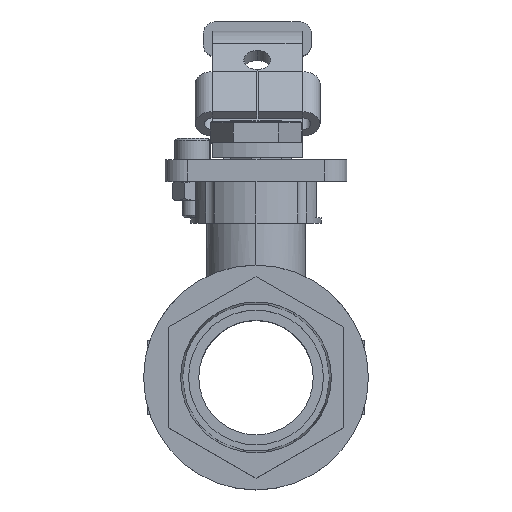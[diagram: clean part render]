
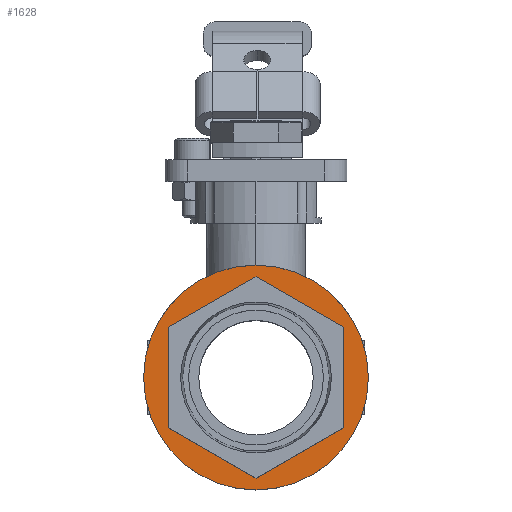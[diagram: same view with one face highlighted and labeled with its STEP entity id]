
A CAD part, top view. The second image highlights one B-rep face of the part: STEP entity #1628.
In plain terms, the highlighted planar face has unit normal (0, 0, 1).
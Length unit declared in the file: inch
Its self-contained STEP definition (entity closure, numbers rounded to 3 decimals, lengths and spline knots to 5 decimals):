
#63 = CIRCLE ( 'NONE', #5085, 1.2375 ) ;
#76 = AXIS2_PLACEMENT_3D ( 'NONE', #2023, #4298, #1204 ) ;
#231 = DIRECTION ( 'NONE',  ( 0.866, -0.5, 0. ) ) ;
#301 = VERTEX_POINT ( 'NONE', #1520 ) ;
#408 = EDGE_CURVE ( 'NONE', #673, #301, #5582, .T. ) ;
#673 = VERTEX_POINT ( 'NONE', #7385 ) ;
#706 = DIRECTION ( 'NONE',  ( -0.866, -0.5, 0. ) ) ;
#757 = CARTESIAN_POINT ( 'NONE',  ( 0., 1.10851, 0.105 ) ) ;
#1145 = ORIENTED_EDGE ( 'NONE', *, *, #1815, .T. ) ;
#1204 = DIRECTION ( 'NONE',  ( 1., 0., 0. ) ) ;
#1223 = VERTEX_POINT ( 'NONE', #2416 ) ;
#1298 = ORIENTED_EDGE ( 'NONE', *, *, #408, .F. ) ;
#1377 = ORIENTED_EDGE ( 'NONE', *, *, #5338, .F. ) ;
#1424 = EDGE_CURVE ( 'NONE', #7177, #3984, #63, .T. ) ;
#1520 = CARTESIAN_POINT ( 'NONE',  ( 0.96, 0.55426, 0.105 ) ) ;
#1628 = ADVANCED_FACE ( 'NONE', ( #5478, #3096 ), #3052, .T. ) ;
#1665 = VECTOR ( 'NONE', #231, 39.37008 ) ;
#1675 = VERTEX_POINT ( 'NONE', #7038 ) ;
#1714 = DIRECTION ( 'NONE',  ( 1., 0., 0. ) ) ;
#1746 = LINE ( 'NONE', #9481, #3846 ) ;
#1792 = DIRECTION ( 'NONE',  ( -0.866, 0.5, 0. ) ) ;
#1815 = EDGE_CURVE ( 'NONE', #3984, #7177, #3481, .T. ) ;
#1893 = EDGE_CURVE ( 'NONE', #1675, #3662, #9364, .T. ) ;
#1969 = DIRECTION ( 'NONE',  ( 0., -1., 0. ) ) ;
#2023 = CARTESIAN_POINT ( 'NONE',  ( 0., 0., 0.105 ) ) ;
#2416 = CARTESIAN_POINT ( 'NONE',  ( -0.96, -0.55426, 0.105 ) ) ;
#2926 = EDGE_CURVE ( 'NONE', #1223, #4305, #9440, .T. ) ;
#3018 = CARTESIAN_POINT ( 'NONE',  ( -1.2375, 0., 0.105 ) ) ;
#3052 = PLANE ( 'NONE',  #8627 ) ;
#3096 = FACE_BOUND ( 'NONE', #4595, .T. ) ;
#3098 = DIRECTION ( 'NONE',  ( 0., 1., 0. ) ) ;
#3481 = CIRCLE ( 'NONE', #76, 1.2375 ) ;
#3503 = VECTOR ( 'NONE', #1969, 39.37008 ) ;
#3662 = VERTEX_POINT ( 'NONE', #4273 ) ;
#3674 = ORIENTED_EDGE ( 'NONE', *, *, #9384, .F. ) ;
#3757 = DIRECTION ( 'NONE',  ( 0.866, 0.5, 0. ) ) ;
#3846 = VECTOR ( 'NONE', #1792, 39.37008 ) ;
#3968 = CARTESIAN_POINT ( 'NONE',  ( 1.2375, 0., 0.105 ) ) ;
#3982 = ORIENTED_EDGE ( 'NONE', *, *, #1424, .T. ) ;
#3984 = VERTEX_POINT ( 'NONE', #3018 ) ;
#4200 = LINE ( 'NONE', #9655, #3503 ) ;
#4273 = CARTESIAN_POINT ( 'NONE',  ( -0.96, 0.55426, 0.105 ) ) ;
#4294 = VECTOR ( 'NONE', #3098, 39.37008 ) ;
#4298 = DIRECTION ( 'NONE',  ( 0., 0., 1. ) ) ;
#4305 = VERTEX_POINT ( 'NONE', #8205 ) ;
#4573 = VECTOR ( 'NONE', #3757, 39.37008 ) ;
#4595 = EDGE_LOOP ( 'NONE', ( #9716, #3674, #1298, #1377, #5912, #8407 ) ) ;
#5085 = AXIS2_PLACEMENT_3D ( 'NONE', #5585, #7894, #6856 ) ;
#5266 = VECTOR ( 'NONE', #706, 39.37008 ) ;
#5338 = EDGE_CURVE ( 'NONE', #4305, #673, #8246, .T. ) ;
#5478 = FACE_OUTER_BOUND ( 'NONE', #5571, .T. ) ;
#5571 = EDGE_LOOP ( 'NONE', ( #1145, #3982 ) ) ;
#5578 = DIRECTION ( 'NONE',  ( 0., 0., 1. ) ) ;
#5582 = LINE ( 'NONE', #6987, #4294 ) ;
#5585 = CARTESIAN_POINT ( 'NONE',  ( 0., 0., 0.105 ) ) ;
#5912 = ORIENTED_EDGE ( 'NONE', *, *, #2926, .F. ) ;
#6856 = DIRECTION ( 'NONE',  ( 1., 0., 0. ) ) ;
#6987 = CARTESIAN_POINT ( 'NONE',  ( 0.96, -0.55426, 0.105 ) ) ;
#7038 = CARTESIAN_POINT ( 'NONE',  ( 0., 1.10851, 0.105 ) ) ;
#7177 = VERTEX_POINT ( 'NONE', #3968 ) ;
#7385 = CARTESIAN_POINT ( 'NONE',  ( 0.96, -0.55426, 0.105 ) ) ;
#7589 = CARTESIAN_POINT ( 'NONE',  ( 0., -1.10851, 0.105 ) ) ;
#7610 = EDGE_CURVE ( 'NONE', #3662, #1223, #4200, .T. ) ;
#7894 = DIRECTION ( 'NONE',  ( 0., 0., 1. ) ) ;
#8205 = CARTESIAN_POINT ( 'NONE',  ( 0., -1.10851, 0.105 ) ) ;
#8246 = LINE ( 'NONE', #7589, #4573 ) ;
#8407 = ORIENTED_EDGE ( 'NONE', *, *, #7610, .F. ) ;
#8540 = CARTESIAN_POINT ( 'NONE',  ( 0., 0., 0.105 ) ) ;
#8627 = AXIS2_PLACEMENT_3D ( 'NONE', #8540, #5578, #1714 ) ;
#9364 = LINE ( 'NONE', #757, #5266 ) ;
#9384 = EDGE_CURVE ( 'NONE', #301, #1675, #1746, .T. ) ;
#9440 = LINE ( 'NONE', #9487, #1665 ) ;
#9481 = CARTESIAN_POINT ( 'NONE',  ( 0.96, 0.55426, 0.105 ) ) ;
#9487 = CARTESIAN_POINT ( 'NONE',  ( -0.96, -0.55426, 0.105 ) ) ;
#9655 = CARTESIAN_POINT ( 'NONE',  ( -0.96, 0.55426, 0.105 ) ) ;
#9716 = ORIENTED_EDGE ( 'NONE', *, *, #1893, .F. ) ;
